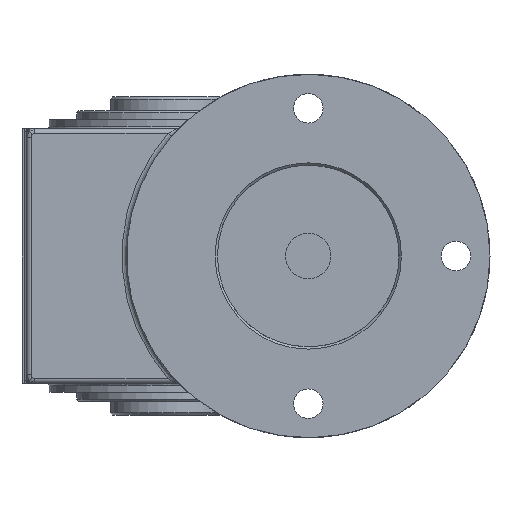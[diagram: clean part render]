
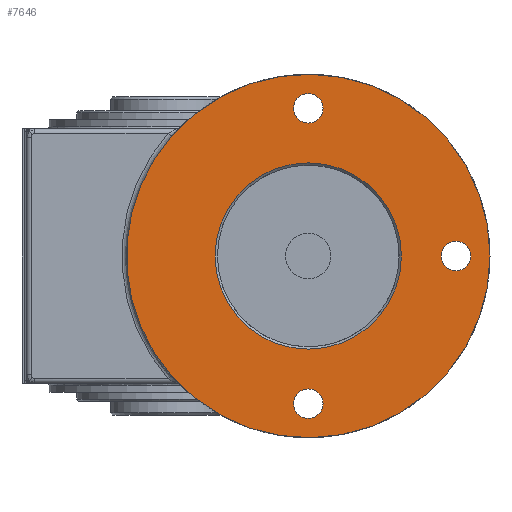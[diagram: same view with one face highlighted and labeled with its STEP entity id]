
A CAD part, left-side view. The second image highlights one B-rep face of the part: STEP entity #7646.
In plain terms, the highlighted planar face has unit normal (-1, 0, 0).
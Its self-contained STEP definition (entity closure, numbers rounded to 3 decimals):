
#6978=CARTESIAN_POINT('',(0.,30.102,26.342));
#6979=VERTEX_POINT('',#6978);
#6989=CARTESIAN_POINT('',(0.,30.102,-26.341));
#6990=VERTEX_POINT('',#6989);
#6991=CARTESIAN_POINT('',(0.,0.0,0.0));
#6992=DIRECTION('',(1.0,0.0,0.0));
#6993=DIRECTION('',(0.0,1.0,0.0));
#6994=AXIS2_PLACEMENT_3D('',#6991,#6992,#6993);
#6995=CIRCLE('',#6994,40.0);
#6996=EDGE_CURVE('',#6979,#6990,#6995,.T.);
#7230=CARTESIAN_POINT('',(0.,30.102,26.341));
#7231=VERTEX_POINT('',#7230);
#7232=CARTESIAN_POINT('',(0.,0.0,0.0));
#7233=DIRECTION('',(1.0,0.0,0.0));
#7234=DIRECTION('',(0.0,1.0,0.0));
#7235=AXIS2_PLACEMENT_3D('',#7232,#7233,#7234);
#7236=CIRCLE('',#7235,40.0);
#7237=EDGE_CURVE('',#7231,#6979,#7236,.T.);
#7322=CARTESIAN_POINT('',(0.,0.0,0.0));
#7323=DIRECTION('',(1.0,0.0,0.0));
#7324=DIRECTION('',(0.0,1.0,0.0));
#7325=AXIS2_PLACEMENT_3D('',#7322,#7323,#7324);
#7326=CIRCLE('',#7325,40.0);
#7327=EDGE_CURVE('',#6990,#7231,#7326,.T.);
#7568=CARTESIAN_POINT('',(0.,20.5,0.));
#7569=VERTEX_POINT('',#7568);
#7570=CARTESIAN_POINT('',(0.,0.0,0.0));
#7571=DIRECTION('',(-1.0,0.0,0.0));
#7572=DIRECTION('',(0.0,-1.0,0.0));
#7573=AXIS2_PLACEMENT_3D('',#7570,#7571,#7572);
#7574=CIRCLE('',#7573,20.5);
#7575=EDGE_CURVE('',#7569,#7569,#7574,.T.);
#7600=CARTESIAN_POINT('',(0.,30.0,0.0));
#7601=DIRECTION('',(-1.0,0.0,0.0));
#7602=DIRECTION('',(0.0,0.0,1.0));
#7603=AXIS2_PLACEMENT_3D('',#7600,#7601,#7602);
#7604=PLANE('',#7603);
#7605=ORIENTED_EDGE('',*,*,#7327,.F.);
#7606=ORIENTED_EDGE('',*,*,#6996,.F.);
#7607=ORIENTED_EDGE('',*,*,#7237,.F.);
#7608=EDGE_LOOP('',(#7605,#7606,#7607));
#7609=FACE_OUTER_BOUND('',#7608,.T.);
#7610=CARTESIAN_POINT('',(0.0,-32.5,3.25));
#7611=VERTEX_POINT('',#7610);
#7612=CARTESIAN_POINT('',(0.0,-32.5,0.));
#7613=DIRECTION('',(1.0,0.0,0.0));
#7614=DIRECTION('',(0.0,0.0,-1.0));
#7615=AXIS2_PLACEMENT_3D('',#7612,#7613,#7614);
#7616=CIRCLE('',#7615,3.25);
#7617=EDGE_CURVE('',#7611,#7611,#7616,.T.);
#7618=ORIENTED_EDGE('',*,*,#7617,.T.);
#7619=EDGE_LOOP('',(#7618));
#7620=FACE_BOUND('',#7619,.T.);
#7621=CARTESIAN_POINT('',(0.0,0.,35.75));
#7622=VERTEX_POINT('',#7621);
#7623=CARTESIAN_POINT('',(0.0,0.,32.5));
#7624=DIRECTION('',(1.0,0.0,0.0));
#7625=DIRECTION('',(0.0,0.0,-1.0));
#7626=AXIS2_PLACEMENT_3D('',#7623,#7624,#7625);
#7627=CIRCLE('',#7626,3.25);
#7628=EDGE_CURVE('',#7622,#7622,#7627,.T.);
#7629=ORIENTED_EDGE('',*,*,#7628,.T.);
#7630=EDGE_LOOP('',(#7629));
#7631=FACE_BOUND('',#7630,.T.);
#7632=CARTESIAN_POINT('',(0.0,0.,-29.25));
#7633=VERTEX_POINT('',#7632);
#7634=CARTESIAN_POINT('',(0.0,0.,-32.5));
#7635=DIRECTION('',(1.0,0.0,0.0));
#7636=DIRECTION('',(0.0,0.0,-1.0));
#7637=AXIS2_PLACEMENT_3D('',#7634,#7635,#7636);
#7638=CIRCLE('',#7637,3.25);
#7639=EDGE_CURVE('',#7633,#7633,#7638,.T.);
#7640=ORIENTED_EDGE('',*,*,#7639,.T.);
#7641=EDGE_LOOP('',(#7640));
#7642=FACE_BOUND('',#7641,.T.);
#7643=ORIENTED_EDGE('',*,*,#7575,.F.);
#7644=EDGE_LOOP('',(#7643));
#7645=FACE_BOUND('',#7644,.T.);
#7646=ADVANCED_FACE('',(#7609,#7620,#7631,#7642,#7645),#7604,.T.);
